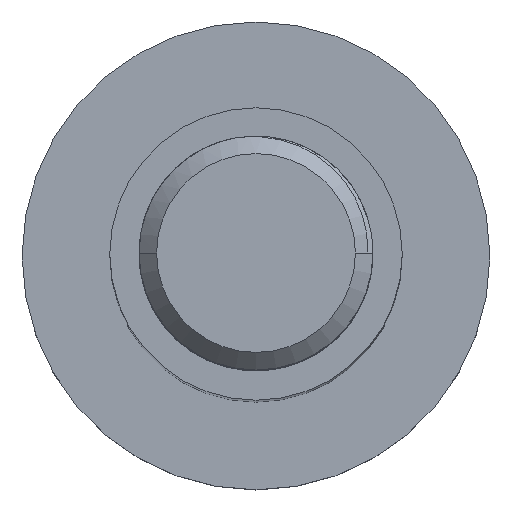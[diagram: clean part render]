
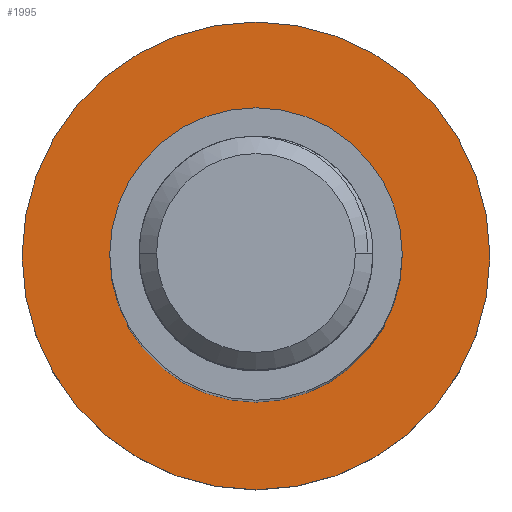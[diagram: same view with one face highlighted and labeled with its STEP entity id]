
A CAD part, top view. The second image highlights one B-rep face of the part: STEP entity #1995.
In plain terms, the highlighted planar face has unit normal (0, 0, 1).
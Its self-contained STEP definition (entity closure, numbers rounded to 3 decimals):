
#19=CARTESIAN_POINT('',(0.,0.,3.));
#20=DIRECTION('',(0.,0.,1.));
#21=DIRECTION('',(1.,0.,0.));
#22=AXIS2_PLACEMENT_3D('',#19,#20,#21);
#24=CARTESIAN_POINT('',(0.,0.,3.));
#25=DIRECTION('',(0.,0.,1.));
#26=DIRECTION('',(-1.,0.,0.));
#27=AXIS2_PLACEMENT_3D('',#24,#25,#26);
#29=CARTESIAN_POINT('',(0.,0.,3.));
#30=DIRECTION('',(0.,0.,1.));
#31=DIRECTION('',(1.,0.,0.));
#32=AXIS2_PLACEMENT_3D('',#29,#30,#31);
#34=CARTESIAN_POINT('',(0.,0.,3.));
#35=DIRECTION('',(0.,0.,1.));
#36=DIRECTION('',(-1.,0.,0.));
#37=AXIS2_PLACEMENT_3D('',#34,#35,#36);
#1817=CARTESIAN_POINT('',(8.,0.,3.));
#1818=CARTESIAN_POINT('',(-8.,0.,3.));
#1819=VERTEX_POINT('',#1817);
#1820=VERTEX_POINT('',#1818);
#1825=CARTESIAN_POINT('',(5.,0.,3.));
#1826=CARTESIAN_POINT('',(-5.,0.,3.));
#1827=VERTEX_POINT('',#1825);
#1828=VERTEX_POINT('',#1826);
#1980=CARTESIAN_POINT('',(0.,0.,3.));
#1981=DIRECTION('',(0.,0.,1.));
#1982=DIRECTION('',(1.,0.,0.));
#1983=AXIS2_PLACEMENT_3D('',#1980,#1981,#1982);
#1984=PLANE('',#1983);
#1985=ORIENTED_EDGE('',*,*,#1960,.F.);
#1986=ORIENTED_EDGE('',*,*,#1974,.F.);
#1987=EDGE_LOOP('',(#1985,#1986));
#1988=FACE_OUTER_BOUND('',#1987,.F.);
#1990=ORIENTED_EDGE('',*,*,#1989,.T.);
#1992=ORIENTED_EDGE('',*,*,#1991,.T.);
#1993=EDGE_LOOP('',(#1990,#1992));
#1994=FACE_BOUND('',#1993,.F.);
#1995=ADVANCED_FACE('',(#1988,#1994),#1984,.T.);
#23=CIRCLE('',#22,8.);
#28=CIRCLE('',#27,8.);
#33=CIRCLE('',#32,5.);
#38=CIRCLE('',#37,5.);
#1960=EDGE_CURVE('',#1819,#1820,#23,.T.);
#1974=EDGE_CURVE('',#1820,#1819,#28,.T.);
#1989=EDGE_CURVE('',#1827,#1828,#33,.T.);
#1991=EDGE_CURVE('',#1828,#1827,#38,.T.);
